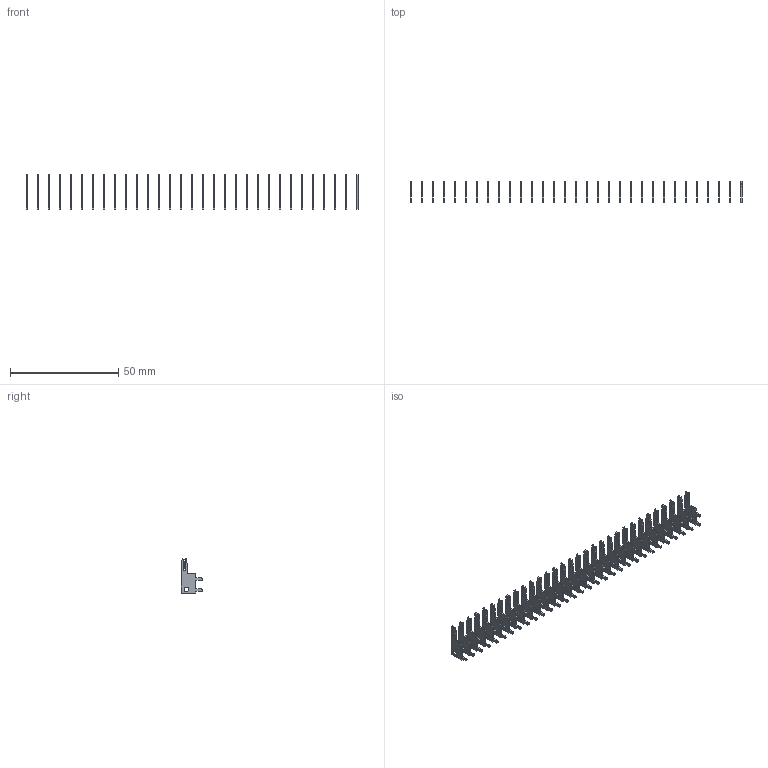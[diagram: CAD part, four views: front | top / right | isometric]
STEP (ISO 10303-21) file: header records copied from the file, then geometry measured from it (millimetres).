
FILE_DESCRIPTION (( 'STEP AP203' ), '1' );
FILE_NAME ('105-031-201-200.STEP', '2020-04-07T23:28:27', ( '' ), ( '' ), 'SwSTEP 2.0', 'SolidWorks 2016', '' );
FILE_SCHEMA (( 'CONFIG_CONTROL_DESIGN' ));
Length unit declared in the file: inch
Products named in the file (2): 100-290-001_100-290-201; 105-031-201-200
Assembly tree (31 placements, depth 2):
  105-031-201-200
    100-290-001_100-290-201  x31
Bounding box: 153.03 x 9.7 x 15.88 mm (x, y, z)
Volume: 1526.5 mm3; surface area: 6229.2 mm2
Topology: 31 solids, 31 shells, 1085 faces, 3069 edges, 2046 vertices
Faces by surface type: plane 775, cylinder 310
Entity records: 2297 total; most frequent: DIRECTION 253, CARTESIAN_POINT 246, ORIENTED_EDGE 198, EDGE_CURVE 99, AXIS2_PLACEMENT_3D 89, LINE 75, VECTOR 75, CALENDAR_DATE 72
